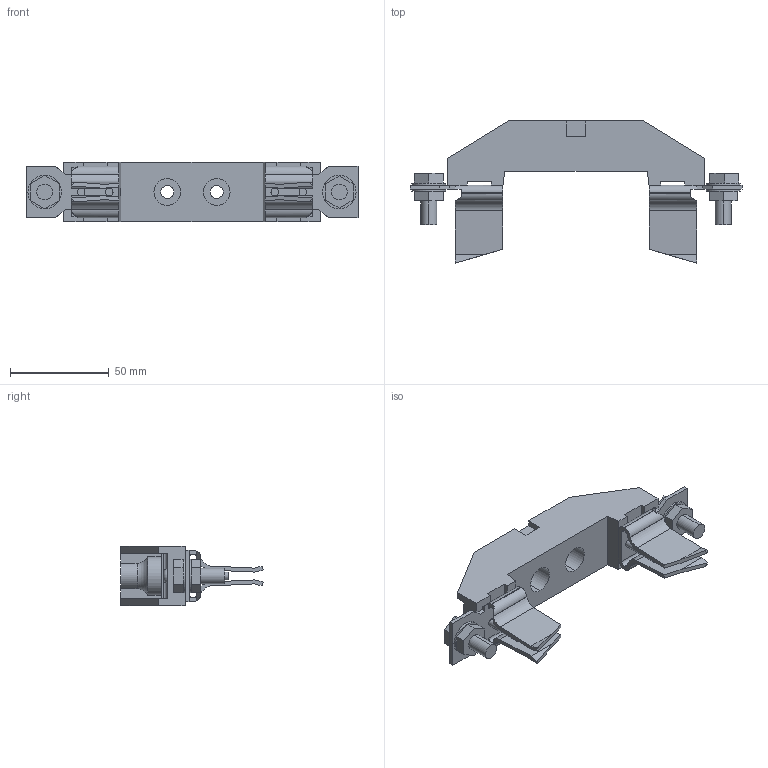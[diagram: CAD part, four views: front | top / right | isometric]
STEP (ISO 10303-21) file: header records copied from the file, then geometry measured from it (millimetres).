
FILE_DESCRIPTION (( 'STEP AP214' ), '1' );
FILE_NAME ('DPP20D-DP-160 Äåðæàòåëü ïëàâêîãî ïðåäîõðàíèòåëÿ ÄÏ-33, ãàáàðèò 0, 160À.STEP', '2018-04-26T06:41:47', ( '' ), ( '' ), 'SwSTEP 2.0', 'SolidWorks 2014', '' );
FILE_SCHEMA (( 'AUTOMOTIVE_DESIGN' ));
Length unit declared in the file: millimetre
Products named in the file (1): DPP20D-DP-160 Äåðæàòåëü ïëàâêîãî ïðåäîõðàíèòåëÿ ÄÏ-33, ãàáàðèò 0, 160À
Bounding box: 168 x 71.99 x 30 mm (x, y, z)
Volume: 63355.3 mm3; surface area: 39731.1 mm2
Topology: 1 solids, 1 shells, 400 faces, 1084 edges, 701 vertices
Faces by surface type: plane 297, cylinder 81, torus 14, bspline 8
Entity records: 12990 total; most frequent: CARTESIAN_POINT 2896, ORIENTED_EDGE 2168, DIRECTION 1996, EDGE_CURVE 1084, VECTOR 770, LINE 770, VERTEX_POINT 701, AXIS2_PLACEMENT_3D 613
